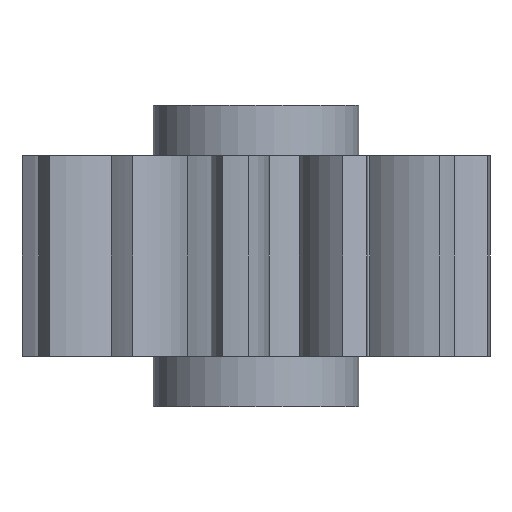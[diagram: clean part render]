
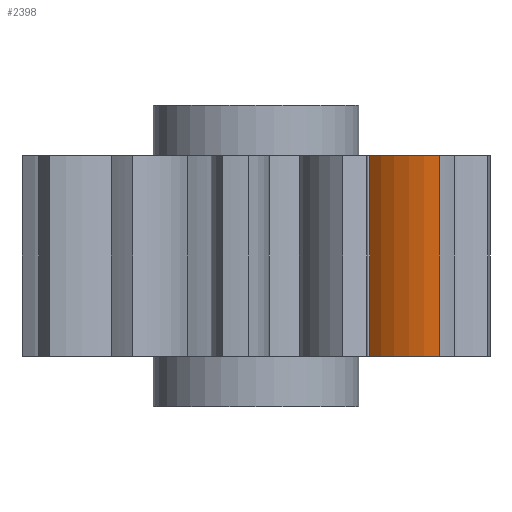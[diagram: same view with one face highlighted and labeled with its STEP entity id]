
A CAD part, left-side view. The second image highlights one B-rep face of the part: STEP entity #2398.
In plain terms, the highlighted cylindrical face has radius 3 mm (diameter 6 mm), a partial arc.
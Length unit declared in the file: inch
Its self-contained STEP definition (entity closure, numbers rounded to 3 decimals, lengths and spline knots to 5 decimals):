
#118=FACE_OUTER_BOUND('',#246,.T.);
#246=EDGE_LOOP('',(#1809,#1810,#1811,#1812));
#335=CIRCLE('',#2508,0.11811);
#428=CIRCLE('',#2602,0.11811);
#521=LINE('',#3826,#747);
#522=LINE('',#3831,#748);
#747=VECTOR('',#3099,0.25);
#748=VECTOR('',#3108,0.25);
#933=VERTEX_POINT('',#3556);
#934=VERTEX_POINT('',#3557);
#980=VERTEX_POINT('',#3652);
#1024=VERTEX_POINT('',#3740);
#1182=EDGE_CURVE('',#933,#934,#335,.T.);
#1275=EDGE_CURVE('',#980,#1024,#428,.T.);
#1321=EDGE_CURVE('',#1024,#933,#521,.T.);
#1322=EDGE_CURVE('',#934,#980,#522,.T.);
#1809=ORIENTED_EDGE('',*,*,#1321,.T.);
#1810=ORIENTED_EDGE('',*,*,#1182,.T.);
#1811=ORIENTED_EDGE('',*,*,#1322,.T.);
#1812=ORIENTED_EDGE('',*,*,#1275,.T.);
#2326=CYLINDRICAL_SURFACE('',#2644,0.11811);
#2398=ADVANCED_FACE('',(#118),#2326,.T.);
#2508=AXIS2_PLACEMENT_3D('',#3558,#2790,#2791);
#2602=AXIS2_PLACEMENT_3D('',#3742,#2978,#2979);
#2644=AXIS2_PLACEMENT_3D('',#3830,#3106,#3107);
#2790=DIRECTION('center_axis',(0.,0.,1.));
#2791=DIRECTION('ref_axis',(1.,0.,0.));
#2978=DIRECTION('center_axis',(0.,0.,-1.));
#2979=DIRECTION('ref_axis',(1.,0.,0.));
#3099=DIRECTION('',(0.,0.,-1.));
#3106=DIRECTION('center_axis',(0.,0.,1.));
#3107=DIRECTION('ref_axis',(1.,0.,0.));
#3108=DIRECTION('',(0.,0.,1.));
#3556=CARTESIAN_POINT('',(-0.13816,-0.14163,-0.125));
#3557=CARTESIAN_POINT('',(-0.18029,-0.22905,-0.125));
#3558=CARTESIAN_POINT('Origin',(-0.06222,-0.23209,
-0.125));
#3652=CARTESIAN_POINT('',(-0.18029,-0.22905,0.125));
#3740=CARTESIAN_POINT('',(-0.13816,-0.14163,0.125));
#3742=CARTESIAN_POINT('Origin',(-0.06222,-0.23209,
0.125));
#3826=CARTESIAN_POINT('',(-0.13816,-0.14163,0.125));
#3830=CARTESIAN_POINT('Origin',(-0.06222,-0.23209,
0.225));
#3831=CARTESIAN_POINT('',(-0.18029,-0.22905,-0.125));
